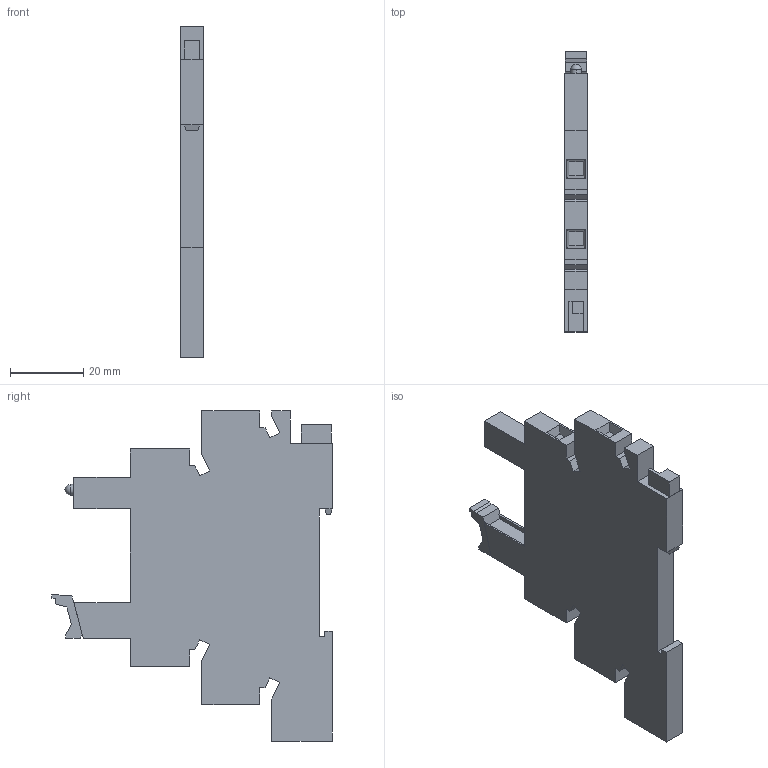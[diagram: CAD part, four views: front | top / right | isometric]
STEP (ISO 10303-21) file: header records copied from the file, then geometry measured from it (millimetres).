
FILE_DESCRIPTION (( 'STEP AP214' ), '1' );
FILE_NAME ('3812830A.STEP', '2018-03-23T13:50:47', ( '' ), ( '' ), 'SwSTEP 2.0', 'SolidWorks 2017', '' );
FILE_SCHEMA (( 'AUTOMOTIVE_DESIGN' ));
Length unit declared in the file: millimetre
Products named in the file (1): 3812830A
Bounding box: 6.2 x 76.69 x 90.31 mm (x, y, z)
Volume: 25542.3 mm3; surface area: 11601.2 mm2
Topology: 1 solids, 1 shells, 129 faces, 344 edges, 228 vertices
Faces by surface type: plane 116, cylinder 12, sphere 1
Entity records: 4412 total; most frequent: CARTESIAN_POINT 697, ORIENTED_EDGE 682, DIRECTION 625, EDGE_CURVE 341, LINE 317, VECTOR 317, VERTEX_POINT 226, AXIS2_PLACEMENT_3D 154
